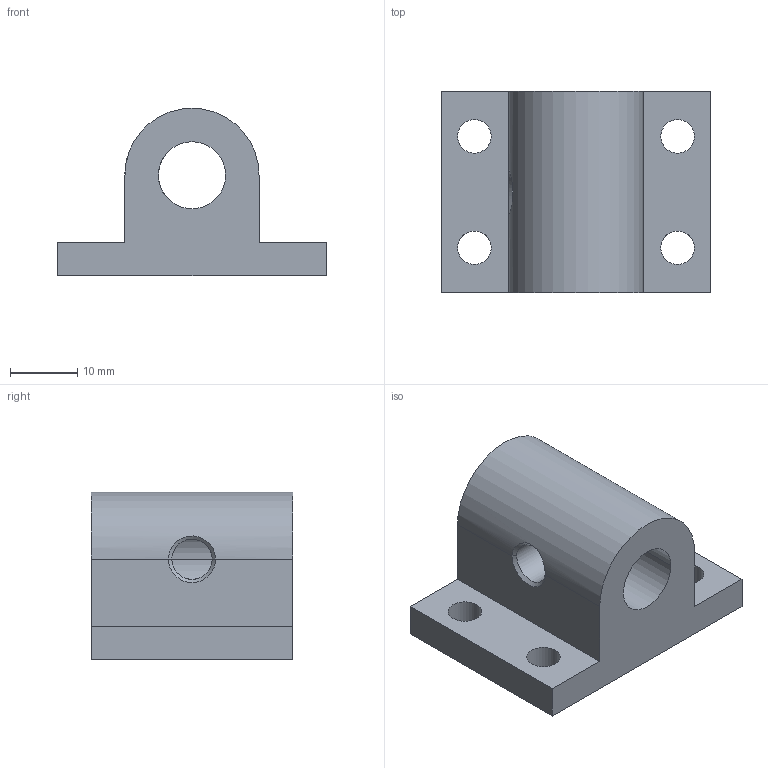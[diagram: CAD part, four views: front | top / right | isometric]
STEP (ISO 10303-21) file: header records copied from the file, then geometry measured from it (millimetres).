
FILE_DESCRIPTION(('FreeCAD Model'),'2;1');
FILE_NAME('fixer2.step','2014-01-15T17:12:42', ('FreeCAD'),('FreeCAD'),'Open CASCADE STEP processor 6.5','FreeCAD', 'Unknown');
FILE_SCHEMA(('AUTOMOTIVE_DESIGN_CC2 { 1 2 10303 214 -1 1 5 4 }'));
Length unit declared in the file: millimetre
Products named in the file (1): Chamfer
Bounding box: 40 x 30 x 25 mm (x, y, z)
Volume: 13814.4 mm3; surface area: 5736.2 mm2
Topology: 1 solids, 1 shells, 19 faces, 53 edges, 34 vertices
Faces by surface type: plane 9, cylinder 8, bspline 1, cone 1
Full cylindrical faces by diameter (mm): 5 x4, 6 x1
Entity records: 1787 total; most frequent: CARTESIAN_POINT 810, DIRECTION 143, ORIENTED_EDGE 106, PCURVE 106, DEFINITIONAL_REPRESENTATION 106, LINE 70, VECTOR 70, B_SPLINE_CURVE_WITH_KNOTS 58
